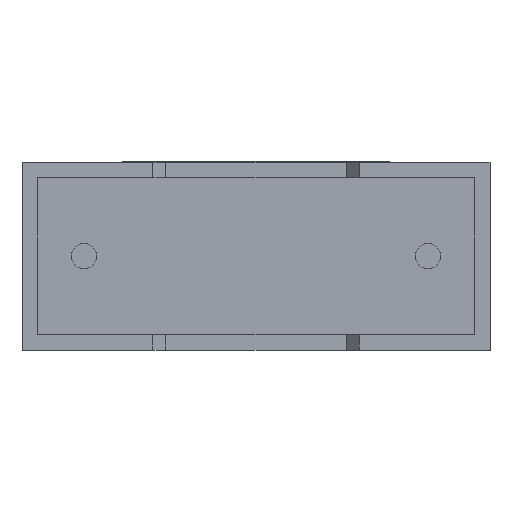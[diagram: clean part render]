
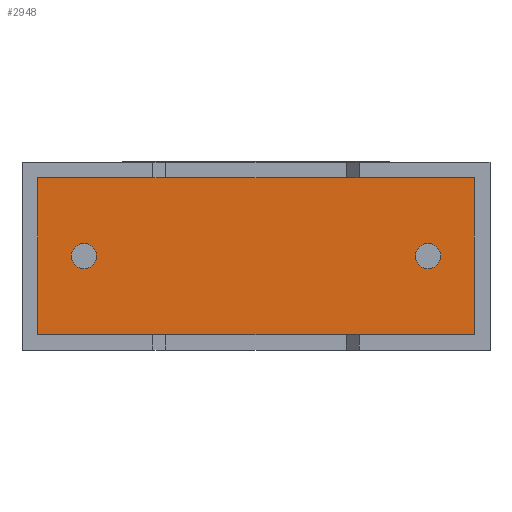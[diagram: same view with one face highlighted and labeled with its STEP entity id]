
A CAD part, front view. The second image highlights one B-rep face of the part: STEP entity #2948.
In plain terms, the highlighted planar face has unit normal (0, -1, 0).
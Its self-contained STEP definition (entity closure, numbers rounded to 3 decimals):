
#22 = LINE ( 'NONE', #1895, #2628 ) ;
#65 = EDGE_CURVE ( 'NONE', #1867, #2257, #2390, .T. ) ;
#76 = ORIENTED_EDGE ( 'NONE', *, *, #757, .T. ) ;
#106 = ORIENTED_EDGE ( 'NONE', *, *, #1907, .F. ) ;
#108 = VERTEX_POINT ( 'NONE', #979 ) ;
#256 = DIRECTION ( 'NONE',  ( 0., 0., 1. ) ) ;
#270 = CARTESIAN_POINT ( 'NONE',  ( 0., 0.75, 0. ) ) ;
#343 = AXIS2_PLACEMENT_3D ( 'NONE', #1392, #1879, #1369 ) ;
#396 = CIRCLE ( 'NONE', #343, 0.275 ) ;
#409 = ORIENTED_EDGE ( 'NONE', *, *, #1393, .F. ) ;
#450 = AXIS2_PLACEMENT_3D ( 'NONE', #270, #1953, #2160 ) ;
#456 = CARTESIAN_POINT ( 'NONE',  ( 1.35, 0.75, 2.325 ) ) ;
#601 = VERTEX_POINT ( 'NONE', #1388 ) ;
#639 = CIRCLE ( 'NONE', #1708, 0.275 ) ;
#647 = CARTESIAN_POINT ( 'NONE',  ( 0.34, 0.75, 3.76 ) ) ;
#685 = CIRCLE ( 'NONE', #727, 0.275 ) ;
#727 = AXIS2_PLACEMENT_3D ( 'NONE', #2971, #2778, #848 ) ;
#742 = EDGE_CURVE ( 'NONE', #108, #1867, #1710, .T. ) ;
#757 = EDGE_CURVE ( 'NONE', #1171, #108, #1239, .T. ) ;
#786 = CARTESIAN_POINT ( 'NONE',  ( 8.85, 0.75, 2.325 ) ) ;
#815 = EDGE_LOOP ( 'NONE', ( #76, #995, #1411, #2597 ) ) ;
#848 = DIRECTION ( 'NONE',  ( 0., 0., -1. ) ) ;
#957 = EDGE_LOOP ( 'NONE', ( #1517, #409 ) ) ;
#979 = CARTESIAN_POINT ( 'NONE',  ( 0.34, 0.75, 0.34 ) ) ;
#993 = DIRECTION ( 'NONE',  ( 0., 0., -1. ) ) ;
#995 = ORIENTED_EDGE ( 'NONE', *, *, #742, .T. ) ;
#1019 = VERTEX_POINT ( 'NONE', #786 ) ;
#1155 = CARTESIAN_POINT ( 'NONE',  ( 1.35, 0.75, 1.775 ) ) ;
#1171 = VERTEX_POINT ( 'NONE', #647 ) ;
#1176 = EDGE_CURVE ( 'NONE', #2793, #1476, #1903, .T. ) ;
#1239 = LINE ( 'NONE', #1947, #1258 ) ;
#1257 = FACE_OUTER_BOUND ( 'NONE', #815, .T. ) ;
#1258 = VECTOR ( 'NONE', #2972, 1000. ) ;
#1336 = ORIENTED_EDGE ( 'NONE', *, *, #1176, .F. ) ;
#1369 = DIRECTION ( 'NONE',  ( 0., 0., -1. ) ) ;
#1388 = CARTESIAN_POINT ( 'NONE',  ( 8.85, 0.75, 1.775 ) ) ;
#1392 = CARTESIAN_POINT ( 'NONE',  ( 8.85, 0.75, 2.05 ) ) ;
#1393 = EDGE_CURVE ( 'NONE', #601, #1019, #685, .T. ) ;
#1411 = ORIENTED_EDGE ( 'NONE', *, *, #65, .T. ) ;
#1430 = DIRECTION ( 'NONE',  ( -1., 0., 0. ) ) ;
#1437 = FACE_BOUND ( 'NONE', #2865, .T. ) ;
#1476 = VERTEX_POINT ( 'NONE', #456 ) ;
#1517 = ORIENTED_EDGE ( 'NONE', *, *, #2856, .F. ) ;
#1579 = DIRECTION ( 'NONE',  ( 0., -1., 0. ) ) ;
#1616 = CARTESIAN_POINT ( 'NONE',  ( 1.35, 0.75, 2.05 ) ) ;
#1708 = AXIS2_PLACEMENT_3D ( 'NONE', #1616, #2410, #993 ) ;
#1710 = LINE ( 'NONE', #1801, #2253 ) ;
#1801 = CARTESIAN_POINT ( 'NONE',  ( 0.34, 0.75, 0.34 ) ) ;
#1867 = VERTEX_POINT ( 'NONE', #2828 ) ;
#1879 = DIRECTION ( 'NONE',  ( 0., -1., 0. ) ) ;
#1895 = CARTESIAN_POINT ( 'NONE',  ( 9.86, 0.75, 3.76 ) ) ;
#1903 = CIRCLE ( 'NONE', #2898, 0.275 ) ;
#1907 = EDGE_CURVE ( 'NONE', #1476, #2793, #639, .T. ) ;
#1947 = CARTESIAN_POINT ( 'NONE',  ( 0.34, 0.75, 3.76 ) ) ;
#1953 = DIRECTION ( 'NONE',  ( 0., -1., 0. ) ) ;
#2160 = DIRECTION ( 'NONE',  ( 0., 0., -1. ) ) ;
#2173 = CARTESIAN_POINT ( 'NONE',  ( 9.86, 0.75, 0.34 ) ) ;
#2253 = VECTOR ( 'NONE', #2685, 1000. ) ;
#2257 = VERTEX_POINT ( 'NONE', #2646 ) ;
#2390 = LINE ( 'NONE', #2173, #2669 ) ;
#2410 = DIRECTION ( 'NONE',  ( 0., -1., 0. ) ) ;
#2442 = PLANE ( 'NONE',  #450 ) ;
#2546 = DIRECTION ( 'NONE',  ( 0., 0., -1. ) ) ;
#2597 = ORIENTED_EDGE ( 'NONE', *, *, #2662, .T. ) ;
#2614 = CARTESIAN_POINT ( 'NONE',  ( 1.35, 0.75, 2.05 ) ) ;
#2628 = VECTOR ( 'NONE', #1430, 1000. ) ;
#2646 = CARTESIAN_POINT ( 'NONE',  ( 9.86, 0.75, 3.76 ) ) ;
#2662 = EDGE_CURVE ( 'NONE', #2257, #1171, #22, .T. ) ;
#2669 = VECTOR ( 'NONE', #256, 1000. ) ;
#2685 = DIRECTION ( 'NONE',  ( 1., 0., 0. ) ) ;
#2778 = DIRECTION ( 'NONE',  ( 0., -1., 0. ) ) ;
#2793 = VERTEX_POINT ( 'NONE', #1155 ) ;
#2828 = CARTESIAN_POINT ( 'NONE',  ( 9.86, 0.75, 0.34 ) ) ;
#2856 = EDGE_CURVE ( 'NONE', #1019, #601, #396, .T. ) ;
#2865 = EDGE_LOOP ( 'NONE', ( #106, #1336 ) ) ;
#2869 = FACE_BOUND ( 'NONE', #957, .T. ) ;
#2898 = AXIS2_PLACEMENT_3D ( 'NONE', #2614, #1579, #2546 ) ;
#2948 = ADVANCED_FACE ( 'NONE', ( #2869, #1257, #1437 ), #2442, .T. ) ;
#2971 = CARTESIAN_POINT ( 'NONE',  ( 8.85, 0.75, 2.05 ) ) ;
#2972 = DIRECTION ( 'NONE',  ( 0., 0., -1. ) ) ;
